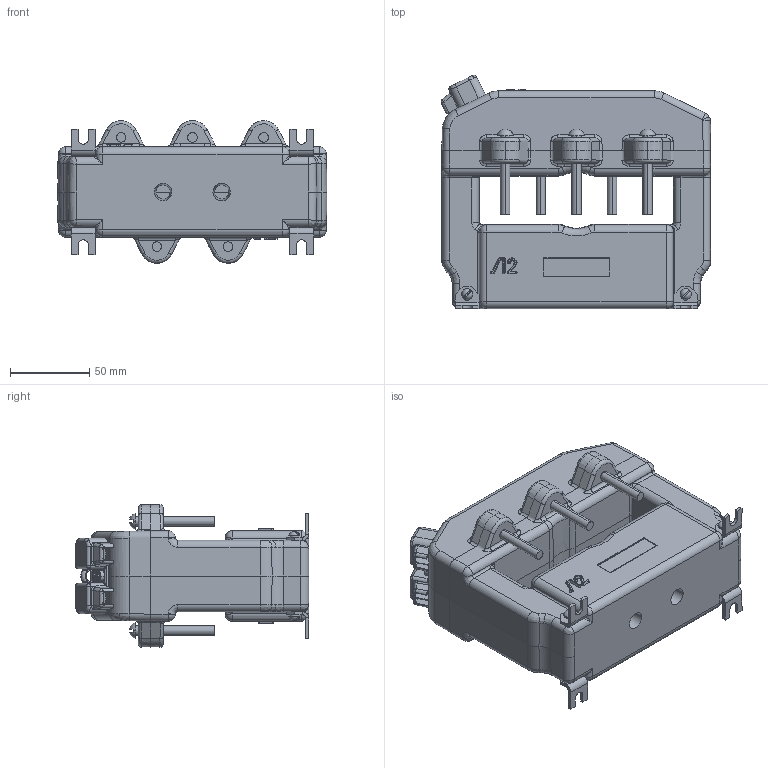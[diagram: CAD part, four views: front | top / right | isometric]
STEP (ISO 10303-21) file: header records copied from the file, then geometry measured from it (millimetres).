
FILE_DESCRIPTION (( 'STEP AP203' ), '1' );
FILE_NAME ('ÒØË-0,66-III-3.STEP', '2018-05-16T09:35:46', ( '' ), ( '' ), 'SwSTEP 2.0', 'SolidWorks 2010', '' );
FILE_SCHEMA (( 'CONFIG_CONTROL_DESIGN' ));
Length unit declared in the file: millimetre
Products named in the file (1): ﾒﾘﾋ-0,66-III-3
Bounding box: 170.52 x 147.39 x 90 mm (x, y, z)
Surface area: 101978 mm2 (no closed solid volume)
Topology: 0 solids, 115 shells, 1162 faces, 5409 edges, 4276 vertices
Faces by surface type: plane 558, bspline 261, cylinder 230, cone 64, sphere 38, torus 11
Entity records: 76562 total; most frequent: CARTESIAN_POINT 38468, ORIENTED_EDGE 7554, DIRECTION 6126, EDGE_CURVE 5387, VERTEX_POINT 4276, VECTOR 2980, LINE 2980, AXIS2_PLACEMENT_3D 1573
